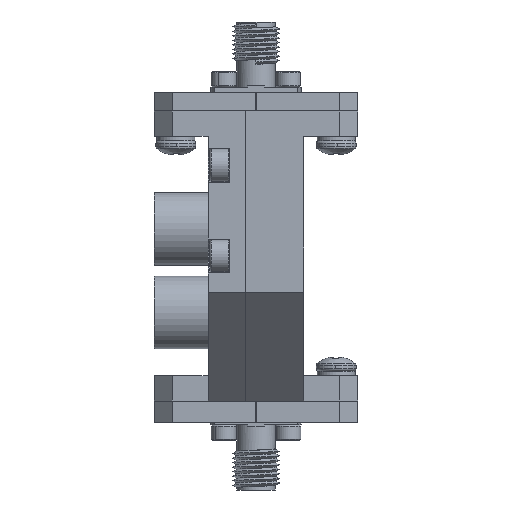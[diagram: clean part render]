
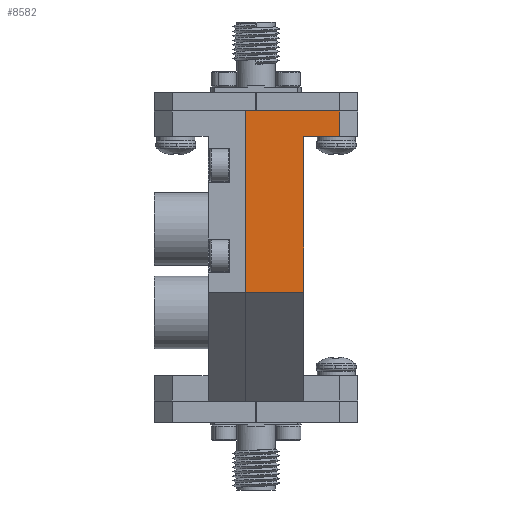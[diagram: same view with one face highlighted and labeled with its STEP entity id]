
A CAD part, left-side view. The second image highlights one B-rep face of the part: STEP entity #8582.
In plain terms, the highlighted planar face has unit normal (-1, 0, 0).
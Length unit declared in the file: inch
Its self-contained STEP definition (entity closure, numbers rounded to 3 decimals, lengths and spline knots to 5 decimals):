
#38 = EDGE_CURVE ( 'NONE', #19723, #72891, #71545, .T. ) ;
#6636 = AXIS2_PLACEMENT_3D ( 'NONE', #100244, #20713, #90230 ) ;
#8292 = EDGE_CURVE ( 'NONE', #19723, #57809, #21135, .T. ) ;
#8378 = CARTESIAN_POINT ( 'NONE',  ( -1.375, 0., -0.5 ) ) ;
#8582 = ADVANCED_FACE ( 'NONE', ( #67951 ), #106845, .F. ) ;
#10625 = LINE ( 'NONE', #86209, #104610 ) ;
#13798 = EDGE_CURVE ( 'NONE', #111422, #33442, #10625, .T. ) ;
#14817 = DIRECTION ( 'NONE',  ( 0., 0., -1. ) ) ;
#19723 = VERTEX_POINT ( 'NONE', #107722 ) ;
#19983 = CARTESIAN_POINT ( 'NONE',  ( -1.375, 0., 0.5 ) ) ;
#20713 = DIRECTION ( 'NONE',  ( 1., 0., 0. ) ) ;
#21135 = LINE ( 'NONE', #86066, #77758 ) ;
#22963 = CARTESIAN_POINT ( 'NONE',  ( -1.375, 0., 0.5 ) ) ;
#25663 = ORIENTED_EDGE ( 'NONE', *, *, #80745, .F. ) ;
#27303 = DIRECTION ( 'NONE',  ( 0., 1., 0. ) ) ;
#28577 = CARTESIAN_POINT ( 'NONE',  ( -1.375, -0.32, 0.5 ) ) ;
#31218 = EDGE_CURVE ( 'NONE', #35913, #33442, #73382, .T. ) ;
#33442 = VERTEX_POINT ( 'NONE', #8378 ) ;
#34004 = ORIENTED_EDGE ( 'NONE', *, *, #61743, .T. ) ;
#35913 = VERTEX_POINT ( 'NONE', #19983 ) ;
#40330 = EDGE_LOOP ( 'NONE', ( #107483, #96815, #34004, #88923, #100935, #25663 ) ) ;
#50861 = DIRECTION ( 'NONE',  ( 0., 0., 1. ) ) ;
#54025 = VECTOR ( 'NONE', #27303, 39.37008 ) ;
#57664 = VECTOR ( 'NONE', #63639, 39.37008 ) ;
#57809 = VERTEX_POINT ( 'NONE', #96462 ) ;
#61743 = EDGE_CURVE ( 'NONE', #57809, #35913, #63806, .T. ) ;
#63639 = DIRECTION ( 'NONE',  ( 0., 1., 0. ) ) ;
#63806 = LINE ( 'NONE', #107565, #54025 ) ;
#67238 = DIRECTION ( 'NONE',  ( 0., 1., 0. ) ) ;
#67951 = FACE_OUTER_BOUND ( 'NONE', #40330, .T. ) ;
#71545 = LINE ( 'NONE', #107700, #57664 ) ;
#72891 = VERTEX_POINT ( 'NONE', #103888 ) ;
#73382 = LINE ( 'NONE', #22963, #105232 ) ;
#77758 = VECTOR ( 'NONE', #50861, 39.37008 ) ;
#80745 = EDGE_CURVE ( 'NONE', #72891, #111422, #106997, .T. ) ;
#86066 = CARTESIAN_POINT ( 'NONE',  ( -1.375, -0.5185, 0.5 ) ) ;
#86209 = CARTESIAN_POINT ( 'NONE',  ( -1.375, -0.32, -0.5 ) ) ;
#88923 = ORIENTED_EDGE ( 'NONE', *, *, #31218, .T. ) ;
#89467 = CARTESIAN_POINT ( 'NONE',  ( -1.375, -0.32, -0.5 ) ) ;
#90230 = DIRECTION ( 'NONE',  ( 0., 0., 1. ) ) ;
#90343 = DIRECTION ( 'NONE',  ( 0., 0., -1. ) ) ;
#96462 = CARTESIAN_POINT ( 'NONE',  ( -1.375, -0.5185, 0.5 ) ) ;
#96815 = ORIENTED_EDGE ( 'NONE', *, *, #8292, .T. ) ;
#100244 = CARTESIAN_POINT ( 'NONE',  ( -1.375, -0.32, 0.5 ) ) ;
#100935 = ORIENTED_EDGE ( 'NONE', *, *, #13798, .F. ) ;
#101465 = VECTOR ( 'NONE', #90343, 39.37008 ) ;
#103888 = CARTESIAN_POINT ( 'NONE',  ( -1.375, -0.32, 0.36 ) ) ;
#104610 = VECTOR ( 'NONE', #67238, 39.37008 ) ;
#105232 = VECTOR ( 'NONE', #14817, 39.37008 ) ;
#106845 = PLANE ( 'NONE',  #6636 ) ;
#106997 = LINE ( 'NONE', #28577, #101465 ) ;
#107483 = ORIENTED_EDGE ( 'NONE', *, *, #38, .F. ) ;
#107565 = CARTESIAN_POINT ( 'NONE',  ( -1.375, -0.32, 0.5 ) ) ;
#107700 = CARTESIAN_POINT ( 'NONE',  ( -1.375, -0.6185, 0.36 ) ) ;
#107722 = CARTESIAN_POINT ( 'NONE',  ( -1.375, -0.5185, 0.36 ) ) ;
#111422 = VERTEX_POINT ( 'NONE', #89467 ) ;
